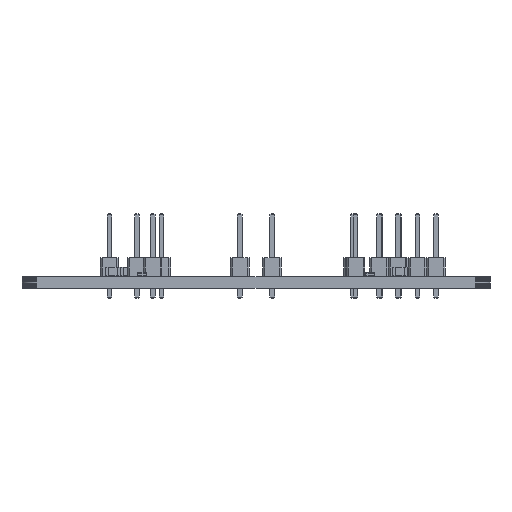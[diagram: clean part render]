
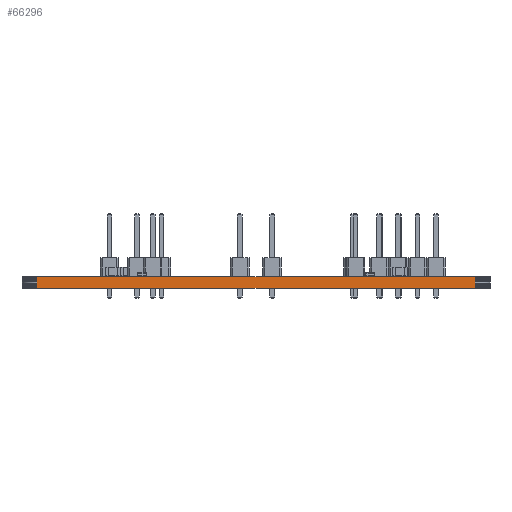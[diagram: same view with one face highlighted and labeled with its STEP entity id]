
A CAD part, front view. The second image highlights one B-rep face of the part: STEP entity #66296.
In plain terms, the highlighted planar face has unit normal (0, -1, 0).
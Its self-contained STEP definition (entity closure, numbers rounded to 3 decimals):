
#50017 = PLANE('',#50018);
#50018 = AXIS2_PLACEMENT_3D('',#50019,#50020,#50021);
#50019 = CARTESIAN_POINT('',(210.918,-102.893,1.6));
#50020 = DIRECTION('',(-0.,-0.,-1.));
#50021 = DIRECTION('',(-1.,0.,0.));
#50071 = PLANE('',#50072);
#50072 = AXIS2_PLACEMENT_3D('',#50073,#50074,#50075);
#50073 = CARTESIAN_POINT('',(210.918,-102.893,0.));
#50074 = DIRECTION('',(-0.,-0.,-1.));
#50075 = DIRECTION('',(-1.,0.,0.));
#51944 = VERTEX_POINT('',#51945);
#51945 = CARTESIAN_POINT('',(240.918,-145.893,0.));
#51959 = PLANE('',#51960);
#51960 = AXIS2_PLACEMENT_3D('',#51961,#51962,#51963);
#51961 = CARTESIAN_POINT('',(241.021,-145.891,0.));
#51962 = DIRECTION('',(0.025,-1.,0.));
#51963 = DIRECTION('',(-1.,-0.025,0.));
#51971 = EDGE_CURVE('',#51944,#51972,#51974,.T.);
#51972 = VERTEX_POINT('',#51973);
#51973 = CARTESIAN_POINT('',(180.918,-145.893,0.));
#51974 = SURFACE_CURVE('',#51975,(#51979,#51986),.PCURVE_S1.);
#51975 = LINE('',#51976,#51977);
#51976 = CARTESIAN_POINT('',(240.918,-145.893,0.));
#51977 = VECTOR('',#51978,1.);
#51978 = DIRECTION('',(-1.,0.,0.));
#51979 = PCURVE('',#50071,#51980);
#51980 = DEFINITIONAL_REPRESENTATION('',(#51981),#51985);
#51981 = LINE('',#51982,#51983);
#51982 = CARTESIAN_POINT('',(-30.,-43.));
#51983 = VECTOR('',#51984,1.);
#51984 = DIRECTION('',(1.,0.));
#51985 = ( GEOMETRIC_REPRESENTATION_CONTEXT(2) 
PARAMETRIC_REPRESENTATION_CONTEXT() REPRESENTATION_CONTEXT('2D SPACE',''
  ) );
#51986 = PCURVE('',#51987,#51992);
#51987 = PLANE('',#51988);
#51988 = AXIS2_PLACEMENT_3D('',#51989,#51990,#51991);
#51989 = CARTESIAN_POINT('',(240.918,-145.893,0.));
#51990 = DIRECTION('',(0.,-1.,0.));
#51991 = DIRECTION('',(-1.,0.,0.));
#51992 = DEFINITIONAL_REPRESENTATION('',(#51993),#51997);
#51993 = LINE('',#51994,#51995);
#51994 = CARTESIAN_POINT('',(0.,-0.));
#51995 = VECTOR('',#51996,1.);
#51996 = DIRECTION('',(1.,0.));
#51997 = ( GEOMETRIC_REPRESENTATION_CONTEXT(2) 
PARAMETRIC_REPRESENTATION_CONTEXT() REPRESENTATION_CONTEXT('2D SPACE',''
  ) );
#52015 = PLANE('',#52016);
#52016 = AXIS2_PLACEMENT_3D('',#52017,#52018,#52019);
#52017 = CARTESIAN_POINT('',(180.918,-145.893,0.));
#52018 = DIRECTION('',(-0.025,-1.,0.));
#52019 = DIRECTION('',(-1.,0.025,0.));
#58540 = VERTEX_POINT('',#58541);
#58541 = CARTESIAN_POINT('',(240.918,-145.893,1.6));
#58562 = EDGE_CURVE('',#58540,#58563,#58565,.T.);
#58563 = VERTEX_POINT('',#58564);
#58564 = CARTESIAN_POINT('',(180.918,-145.893,1.6));
#58565 = SURFACE_CURVE('',#58566,(#58570,#58577),.PCURVE_S1.);
#58566 = LINE('',#58567,#58568);
#58567 = CARTESIAN_POINT('',(240.918,-145.893,1.6));
#58568 = VECTOR('',#58569,1.);
#58569 = DIRECTION('',(-1.,0.,0.));
#58570 = PCURVE('',#50017,#58571);
#58571 = DEFINITIONAL_REPRESENTATION('',(#58572),#58576);
#58572 = LINE('',#58573,#58574);
#58573 = CARTESIAN_POINT('',(-30.,-43.));
#58574 = VECTOR('',#58575,1.);
#58575 = DIRECTION('',(1.,0.));
#58576 = ( GEOMETRIC_REPRESENTATION_CONTEXT(2) 
PARAMETRIC_REPRESENTATION_CONTEXT() REPRESENTATION_CONTEXT('2D SPACE',''
  ) );
#58577 = PCURVE('',#51987,#58578);
#58578 = DEFINITIONAL_REPRESENTATION('',(#58579),#58583);
#58579 = LINE('',#58580,#58581);
#58580 = CARTESIAN_POINT('',(0.,-1.6));
#58581 = VECTOR('',#58582,1.);
#58582 = DIRECTION('',(1.,0.));
#58583 = ( GEOMETRIC_REPRESENTATION_CONTEXT(2) 
PARAMETRIC_REPRESENTATION_CONTEXT() REPRESENTATION_CONTEXT('2D SPACE',''
  ) );
#66248 = EDGE_CURVE('',#51944,#58540,#66249,.T.);
#66249 = SURFACE_CURVE('',#66250,(#66254,#66261),.PCURVE_S1.);
#66250 = LINE('',#66251,#66252);
#66251 = CARTESIAN_POINT('',(240.918,-145.893,0.));
#66252 = VECTOR('',#66253,1.);
#66253 = DIRECTION('',(0.,0.,1.));
#66254 = PCURVE('',#51959,#66255);
#66255 = DEFINITIONAL_REPRESENTATION('',(#66256),#66260);
#66256 = LINE('',#66257,#66258);
#66257 = CARTESIAN_POINT('',(0.103,0.));
#66258 = VECTOR('',#66259,1.);
#66259 = DIRECTION('',(0.,-1.));
#66260 = ( GEOMETRIC_REPRESENTATION_CONTEXT(2) 
PARAMETRIC_REPRESENTATION_CONTEXT() REPRESENTATION_CONTEXT('2D SPACE',''
  ) );
#66261 = PCURVE('',#51987,#66262);
#66262 = DEFINITIONAL_REPRESENTATION('',(#66263),#66267);
#66263 = LINE('',#66264,#66265);
#66264 = CARTESIAN_POINT('',(0.,-0.));
#66265 = VECTOR('',#66266,1.);
#66266 = DIRECTION('',(0.,-1.));
#66267 = ( GEOMETRIC_REPRESENTATION_CONTEXT(2) 
PARAMETRIC_REPRESENTATION_CONTEXT() REPRESENTATION_CONTEXT('2D SPACE',''
  ) );
#66296 = ADVANCED_FACE('',(#66297),#51987,.T.);
#66297 = FACE_BOUND('',#66298,.T.);
#66298 = EDGE_LOOP('',(#66299,#66300,#66301,#66322));
#66299 = ORIENTED_EDGE('',*,*,#66248,.T.);
#66300 = ORIENTED_EDGE('',*,*,#58562,.T.);
#66301 = ORIENTED_EDGE('',*,*,#66302,.F.);
#66302 = EDGE_CURVE('',#51972,#58563,#66303,.T.);
#66303 = SURFACE_CURVE('',#66304,(#66308,#66315),.PCURVE_S1.);
#66304 = LINE('',#66305,#66306);
#66305 = CARTESIAN_POINT('',(180.918,-145.893,0.));
#66306 = VECTOR('',#66307,1.);
#66307 = DIRECTION('',(0.,0.,1.));
#66308 = PCURVE('',#51987,#66309);
#66309 = DEFINITIONAL_REPRESENTATION('',(#66310),#66314);
#66310 = LINE('',#66311,#66312);
#66311 = CARTESIAN_POINT('',(60.,0.));
#66312 = VECTOR('',#66313,1.);
#66313 = DIRECTION('',(0.,-1.));
#66314 = ( GEOMETRIC_REPRESENTATION_CONTEXT(2) 
PARAMETRIC_REPRESENTATION_CONTEXT() REPRESENTATION_CONTEXT('2D SPACE',''
  ) );
#66315 = PCURVE('',#52015,#66316);
#66316 = DEFINITIONAL_REPRESENTATION('',(#66317),#66321);
#66317 = LINE('',#66318,#66319);
#66318 = CARTESIAN_POINT('',(0.,0.));
#66319 = VECTOR('',#66320,1.);
#66320 = DIRECTION('',(0.,-1.));
#66321 = ( GEOMETRIC_REPRESENTATION_CONTEXT(2) 
PARAMETRIC_REPRESENTATION_CONTEXT() REPRESENTATION_CONTEXT('2D SPACE',''
  ) );
#66322 = ORIENTED_EDGE('',*,*,#51971,.F.);
